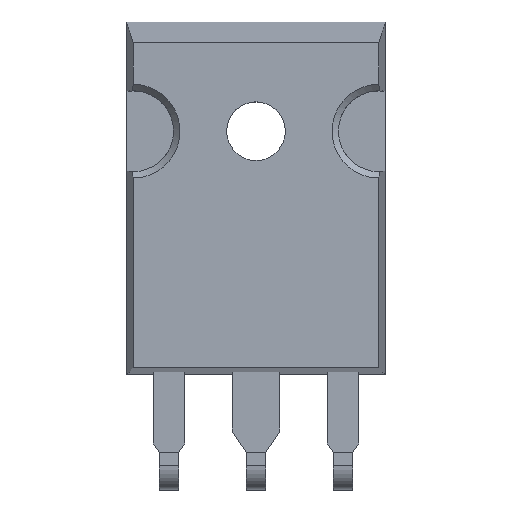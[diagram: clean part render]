
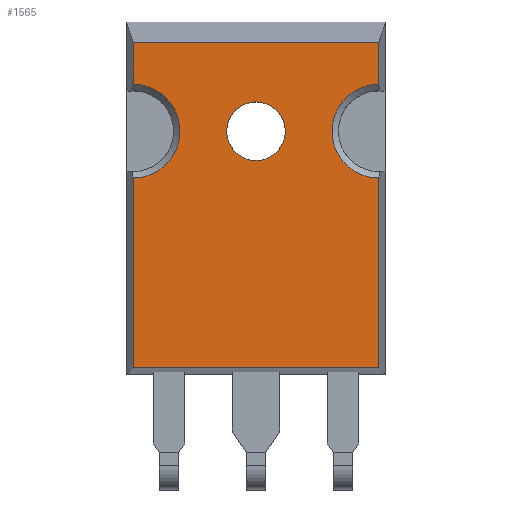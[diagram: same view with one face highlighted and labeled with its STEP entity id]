
A CAD part, top view. The second image highlights one B-rep face of the part: STEP entity #1565.
In plain terms, the highlighted planar face has unit normal (0, 0, 1).
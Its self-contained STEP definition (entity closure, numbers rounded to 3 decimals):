
#65=LINE($,#2297,#253);
#68=LINE($,#2322,#256);
#71=LINE($,#2333,#259);
#74=LINE($,#2344,#262);
#77=LINE($,#2349,#265);
#79=LINE($,#2352,#267);
#253=VECTOR($,#1845,11.907);
#256=VECTOR($,#1864,2.627);
#259=VECTOR($,#1879,2.627);
#262=VECTOR($,#1890,11.907);
#265=VECTOR($,#1895,15.42);
#267=VECTOR($,#1899,15.42);
#428=PLANE($,#1691);
#497=FACE_BOUND($,#625,.T.);
#525=FACE_OUTER_BOUND($,#624,.T.);
#624=EDGE_LOOP($,(#1192,#1193,#1194,#1195,#1196,#1197,#1198,#1199));
#625=EDGE_LOOP($,(#1200));
#703=CIRCLE($,#1668,2.94);
#706=CIRCLE($,#1676,2.94);
#709=CIRCLE($,#1687,1.84);
#748=VERTEX_POINT($,#2279);
#749=VERTEX_POINT($,#2283);
#753=VERTEX_POINT($,#2295);
#756=VERTEX_POINT($,#2304);
#757=VERTEX_POINT($,#2308);
#761=VERTEX_POINT($,#2320);
#763=VERTEX_POINT($,#2332);
#765=VERTEX_POINT($,#2338);
#767=VERTEX_POINT($,#2343);
#902=EDGE_CURVE($,#748,#749,#703,.T.);
#908=EDGE_CURVE($,#753,#748,#65,.T.);
#912=EDGE_CURVE($,#756,#757,#706,.T.);
#918=EDGE_CURVE($,#761,#756,#68,.T.);
#923=EDGE_CURVE($,#749,#763,#71,.T.);
#926=EDGE_CURVE($,#765,#765,#709,.T.);
#928=EDGE_CURVE($,#757,#767,#74,.T.);
#931=EDGE_CURVE($,#753,#767,#77,.T.);
#933=EDGE_CURVE($,#763,#761,#79,.T.);
#1192=ORIENTED_EDGE($,*,*,#902,.F.);
#1193=ORIENTED_EDGE($,*,*,#908,.F.);
#1194=ORIENTED_EDGE($,*,*,#931,.T.);
#1195=ORIENTED_EDGE($,*,*,#928,.F.);
#1196=ORIENTED_EDGE($,*,*,#912,.F.);
#1197=ORIENTED_EDGE($,*,*,#918,.F.);
#1198=ORIENTED_EDGE($,*,*,#933,.F.);
#1199=ORIENTED_EDGE($,*,*,#923,.F.);
#1200=ORIENTED_EDGE($,*,*,#926,.T.);
#1565=ADVANCED_FACE($,(#525,#497),#428,.T.);
#1668=AXIS2_PLACEMENT_3D($,#2284,#1835,#1836);
#1676=AXIS2_PLACEMENT_3D($,#2309,#1854,#1855);
#1687=AXIS2_PLACEMENT_3D($,#2339,#1884,#1885);
#1691=AXIS2_PLACEMENT_3D($,#2351,#1897,#1898);
#1835=DIRECTION('center_axis',(0.,0.,
1.));
#1836=DIRECTION('ref_axis',(1.,0.,0.));
#1845=DIRECTION($,(0.,1.,0.));
#1854=DIRECTION('center_axis',(0.,0.,
1.));
#1855=DIRECTION('ref_axis',(-1.,0.,0.));
#1864=DIRECTION($,(0.,-1.,0.));
#1879=DIRECTION($,(0.,1.,0.));
#1884=DIRECTION('center_axis',(0.,0.,
-1.));
#1885=DIRECTION('ref_axis',(-1.,0.,0.));
#1890=DIRECTION($,(0.,-1.,0.));
#1895=DIRECTION($,(1.,0.,0.));
#1897=DIRECTION('center_axis',(0.,0.,
1.));
#1898=DIRECTION('ref_axis',(1.,0.,0.));
#1899=DIRECTION($,(1.,0.,0.));
#2279=CARTESIAN_POINT('',(-7.71,19.06,5.2));
#2283=CARTESIAN_POINT('',(-7.71,24.94,5.2));
#2284=CARTESIAN_POINT('Origin',(-7.71,22.,5.2));
#2295=CARTESIAN_POINT('',(-7.71,7.153,5.2));
#2297=CARTESIAN_POINT($,(-7.71,12.404,5.2));
#2304=CARTESIAN_POINT('',(7.71,24.94,5.2));
#2308=CARTESIAN_POINT('',(7.71,19.06,5.2));
#2309=CARTESIAN_POINT('Origin',(7.71,22.,5.2));
#2320=CARTESIAN_POINT('',(7.71,27.567,5.2));
#2322=CARTESIAN_POINT($,(7.71,12.404,5.2));
#2332=CARTESIAN_POINT('',(-7.71,27.567,5.2));
#2333=CARTESIAN_POINT($,(-7.71,12.404,5.2));
#2338=CARTESIAN_POINT('',(-1.84,22.,5.2));
#2339=CARTESIAN_POINT('Origin',(0.,22.,5.2));
#2343=CARTESIAN_POINT('',(7.71,7.153,5.2));
#2344=CARTESIAN_POINT($,(7.71,12.404,5.2));
#2349=CARTESIAN_POINT($,(-8.1,7.153,5.2));
#2351=CARTESIAN_POINT('Origin',(-8.1,7.153,5.2));
#2352=CARTESIAN_POINT($,(-8.1,27.567,5.2));
